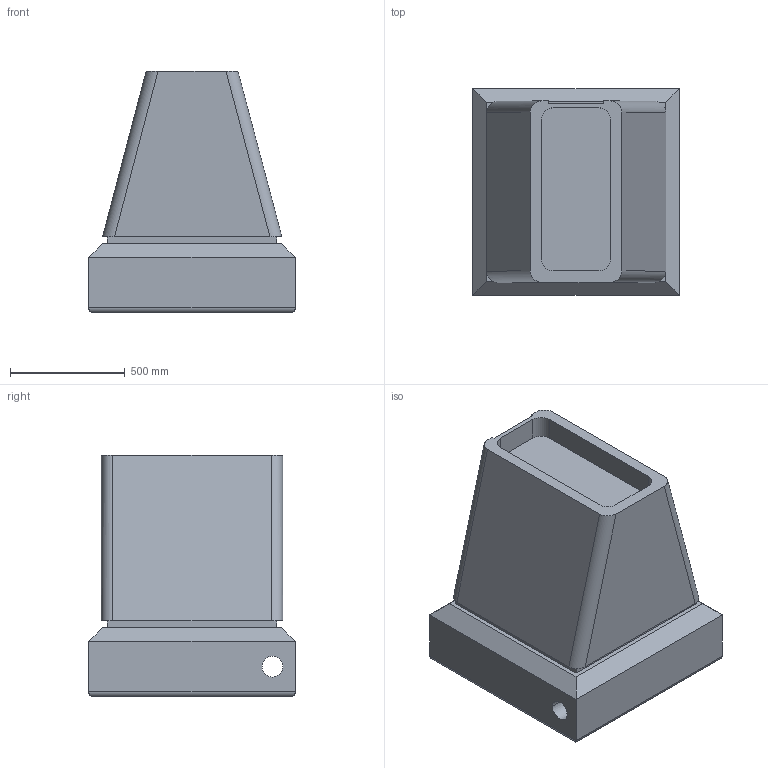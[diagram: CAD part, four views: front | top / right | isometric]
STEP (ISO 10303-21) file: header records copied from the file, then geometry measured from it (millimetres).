
FILE_DESCRIPTION(('CATIA V5 STEP Exchange','CAx-IF Rec.Pracs.--- Model Styling and Organization---1.4--- 2014-01-23','CAx-IF Rec.Pracs.---3D Tessellated Data Validation Properties---0.5---2014-09-14'),'2;1');
FILE_NAME('CHASIS_INFERIOR.stp','2025-11-15T16:27:52+00:00',('none'),('none'),'CATIA Version 5-6 Release 2018','CATIA V5 STEP AP242','none');
FILE_SCHEMA(('AP242_MANAGED_MODEL_BASED_3D_ENGINEERING_MIM_LF {1 0 10303 442 1 1 4}'));
Length unit declared in the file: millimetre
Products named in the file (1): CHASIS_INFERIOR
Bounding box: 900 x 900 x 1050 mm (x, y, z)
Volume: 556600054.9 mm3; surface area: 4899334.1 mm2
Topology: 1 solids, 1 shells, 44 faces, 110 edges, 70 vertices
Faces by surface type: plane 29, cylinder 14, sphere 1
Entity records: 1412 total; most frequent: CARTESIAN_POINT 382, ORIENTED_EDGE 216, DIRECTION 178, EDGE_CURVE 108, VECTOR 78, LINE 78, VERTEX_POINT 70, AXIS2_PLACEMENT_3D 58
